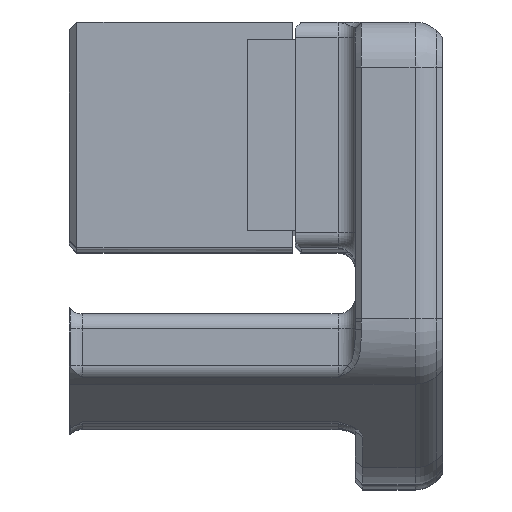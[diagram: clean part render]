
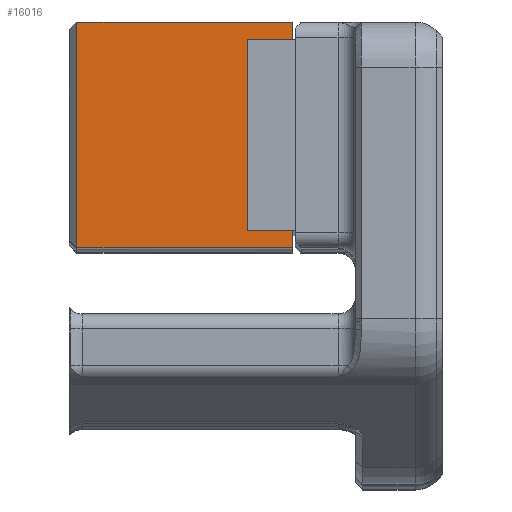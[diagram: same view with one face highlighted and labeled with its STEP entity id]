
A CAD part, top view. The second image highlights one B-rep face of the part: STEP entity #16016.
In plain terms, the highlighted planar face has unit normal (0, 0, 1).
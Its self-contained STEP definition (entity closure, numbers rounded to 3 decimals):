
#2011=FACE_OUTER_BOUND('',#2925,.T.);
#2925=EDGE_LOOP('',(#10740,#10741,#10742,#10743,#10744,#10745,#10746,#10747));
#3891=LINE('',#22595,#5182);
#3906=LINE('',#22636,#5197);
#3915=LINE('',#22672,#5206);
#3918=LINE('',#22678,#5209);
#3921=LINE('',#22686,#5212);
#3923=LINE('',#22690,#5214);
#3924=LINE('',#22692,#5215);
#3926=LINE('',#22695,#5217);
#5182=VECTOR('',#18411,10.);
#5197=VECTOR('',#18452,10.);
#5206=VECTOR('',#18493,10.);
#5209=VECTOR('',#18498,10.);
#5212=VECTOR('',#18507,10.);
#5214=VECTOR('',#18511,10.);
#5215=VECTOR('',#18514,10.);
#5217=VECTOR('',#18518,10.);
#6469=VERTEX_POINT('',#22585);
#6473=VERTEX_POINT('',#22594);
#6486=VERTEX_POINT('',#22635);
#6495=VERTEX_POINT('',#22668);
#6497=VERTEX_POINT('',#22671);
#6499=VERTEX_POINT('',#22677);
#6501=VERTEX_POINT('',#22684);
#6502=VERTEX_POINT('',#22688);
#8112=EDGE_CURVE('',#6473,#6469,#3891,.T.);
#8133=EDGE_CURVE('',#6486,#6469,#3906,.T.);
#8150=EDGE_CURVE('',#6495,#6497,#3915,.T.);
#8153=EDGE_CURVE('',#6497,#6499,#3918,.T.);
#8158=EDGE_CURVE('',#6501,#6495,#3921,.T.);
#8160=EDGE_CURVE('',#6501,#6502,#3923,.T.);
#8161=EDGE_CURVE('',#6486,#6502,#3924,.T.);
#8163=EDGE_CURVE('',#6499,#6473,#3926,.T.);
#10740=ORIENTED_EDGE('',*,*,#8112,.F.);
#10741=ORIENTED_EDGE('',*,*,#8163,.F.);
#10742=ORIENTED_EDGE('',*,*,#8153,.F.);
#10743=ORIENTED_EDGE('',*,*,#8150,.F.);
#10744=ORIENTED_EDGE('',*,*,#8158,.F.);
#10745=ORIENTED_EDGE('',*,*,#8160,.T.);
#10746=ORIENTED_EDGE('',*,*,#8161,.F.);
#10747=ORIENTED_EDGE('',*,*,#8133,.T.);
#15705=PLANE('',#16994);
#16016=ADVANCED_FACE('',(#2011),#15705,.T.);
#16994=AXIS2_PLACEMENT_3D('',#22697,#18521,#18522);
#18411=DIRECTION('',(0.,1.,0.));
#18452=DIRECTION('',(-1.,0.,0.));
#18493=DIRECTION('',(1.,0.,0.));
#18498=DIRECTION('',(0.,-1.,0.));
#18507=DIRECTION('',(0.,-1.,0.));
#18511=DIRECTION('',(1.,0.,0.));
#18514=DIRECTION('',(0.,-1.,0.));
#18518=DIRECTION('',(-1.,0.,0.));
#18521=DIRECTION('center_axis',(0.,0.,1.));
#18522=DIRECTION('ref_axis',(0.,1.,0.));
#22585=CARTESIAN_POINT('',(-11.325,7.5,100.));
#22594=CARTESIAN_POINT('',(-11.325,-7.5,100.));
#22595=CARTESIAN_POINT('',(-11.325,-3.75,100.));
#22635=CARTESIAN_POINT('',(3.,7.5,100.));
#22636=CARTESIAN_POINT('',(0.,7.5,100.));
#22668=CARTESIAN_POINT('',(0.,-6.35,100.));
#22671=CARTESIAN_POINT('',(3.,-6.35,100.));
#22672=CARTESIAN_POINT('',(0.,-6.35,100.));
#22677=CARTESIAN_POINT('',(3.,-7.5,100.));
#22678=CARTESIAN_POINT('',(3.,0.,100.));
#22684=CARTESIAN_POINT('',(0.,6.35,100.));
#22686=CARTESIAN_POINT('',(0.,0.,100.));
#22688=CARTESIAN_POINT('',(3.,6.35,100.));
#22690=CARTESIAN_POINT('',(0.,6.35,100.));
#22692=CARTESIAN_POINT('',(3.,0.,100.));
#22695=CARTESIAN_POINT('',(0.,-7.5,100.));
#22697=CARTESIAN_POINT('Origin',(0.,-7.5,100.));
